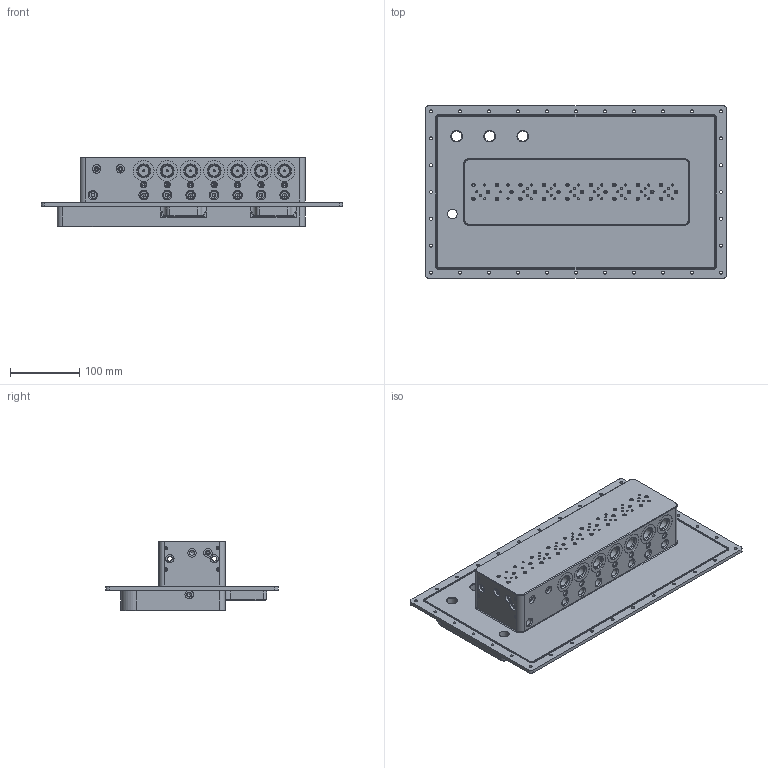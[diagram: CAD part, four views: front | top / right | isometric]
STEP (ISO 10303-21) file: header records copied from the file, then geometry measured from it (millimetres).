
FILE_DESCRIPTION(('FreeCAD Model'),'2;1');
FILE_NAME('Open CASCADE Shape Model','2025-05-04T11:09:14',('FreeCAD'),( 'FreeCAD'),'Open CASCADE STEP processor 7.6','FreeCAD','Unknown');
FILE_SCHEMA(('AUTOMOTIVE_DESIGN { 1 0 10303 214 1 1 1 1 }'));
Products named in the file (1): Open CASCADE STEP translator 7.6 1
Bounding box: 436 x 250 x 101 mm (x, y, z)
Volume: 3514862.7 mm3; surface area: 440467.8 mm2
Topology: 1 solids, 1 shells, 1568 faces, 4120 edges, 2556 vertices
Faces by surface type: cylinder 437, cone 380, plane 335, extrusion 325, torus 85, bspline 6
Full cylindrical faces by diameter (mm): 2.459 x12, 3 x70, 3.242 x27, 4 x8, 4.2 x32, 5.5 x29, 6 x7, 6.647 x8, 6.917 x24, 7 x1, 10.376 x3, 10.647 x28, 12 x1, 12.3 x12, 14 x1, 14.376 x1, 14.95 x3, 15 x14, 16.376 x15, 20.376 x1, 25.5 x1, 30 x14, 31.3 x1
Entity records: 62889 total; most frequent: CARTESIAN_POINT 27031, ORIENTED_EDGE 8072, DIRECTION 6177, EDGE_CURVE 4036, VERTEX_POINT 2556, AXIS2_PLACEMENT_3D 2352, FACE_BOUND 1956, EDGE_LOOP 1956
